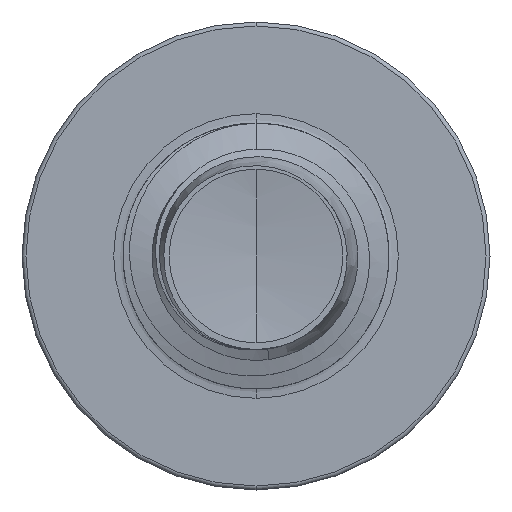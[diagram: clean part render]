
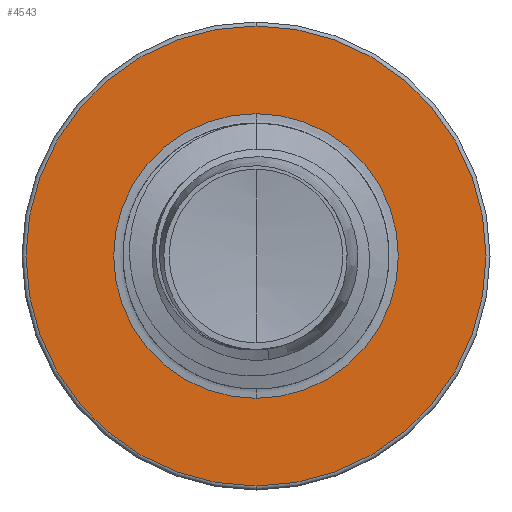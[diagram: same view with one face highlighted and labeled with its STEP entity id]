
A CAD part, front view. The second image highlights one B-rep face of the part: STEP entity #4543.
In plain terms, the highlighted planar face has unit normal (0, -1, 0).
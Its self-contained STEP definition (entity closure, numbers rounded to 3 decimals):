
#493 = ORIENTED_EDGE ( 'NONE', *, *, #593, .F. ) ;
#593 = EDGE_CURVE ( 'NONE', #14355, #9236, #9783, .T. ) ;
#1198 = CARTESIAN_POINT ( 'NONE',  ( 0., 8., 0. ) ) ;
#1436 = EDGE_CURVE ( 'NONE', #13395, #6192, #11093, .T. ) ;
#1675 = DIRECTION ( 'NONE',  ( 0., 1., 0. ) ) ;
#1997 = CIRCLE ( 'NONE', #7526, 2.677 ) ;
#2359 = ORIENTED_EDGE ( 'NONE', *, *, #1436, .T. ) ;
#2632 = DIRECTION ( 'NONE',  ( 0., 0., 1. ) ) ;
#2878 = AXIS2_PLACEMENT_3D ( 'NONE', #5067, #4952, #4813 ) ;
#3907 = AXIS2_PLACEMENT_3D ( 'NONE', #9704, #1675, #10909 ) ;
#4543 = ADVANCED_FACE ( 'NONE', ( #12752, #15774 ), #8509, .F. ) ;
#4813 = DIRECTION ( 'NONE',  ( 0., 0., 1. ) ) ;
#4863 = EDGE_LOOP ( 'NONE', ( #5597, #2359 ) ) ;
#4952 = DIRECTION ( 'NONE',  ( 0., 1., 0. ) ) ;
#5067 = CARTESIAN_POINT ( 'NONE',  ( 0., 8., 0. ) ) ;
#5597 = ORIENTED_EDGE ( 'NONE', *, *, #10157, .T. ) ;
#6192 = VERTEX_POINT ( 'NONE', #9714 ) ;
#6556 = DIRECTION ( 'NONE',  ( 0., 1., 0. ) ) ;
#6687 = CARTESIAN_POINT ( 'NONE',  ( 0., 8., -4.325 ) ) ;
#7482 = EDGE_LOOP ( 'NONE', ( #493, #14241 ) ) ;
#7526 = AXIS2_PLACEMENT_3D ( 'NONE', #13825, #6556, #14956 ) ;
#7805 = AXIS2_PLACEMENT_3D ( 'NONE', #16139, #16103, #16086 ) ;
#7913 = CARTESIAN_POINT ( 'NONE',  ( 0., 8., -2.677 ) ) ;
#8509 = PLANE ( 'NONE',  #3907 ) ;
#9236 = VERTEX_POINT ( 'NONE', #6687 ) ;
#9345 = EDGE_CURVE ( 'NONE', #9236, #14355, #13102, .T. ) ;
#9704 = CARTESIAN_POINT ( 'NONE',  ( 0., 8., -2.677 ) ) ;
#9714 = CARTESIAN_POINT ( 'NONE',  ( 0., 8., 2.677 ) ) ;
#9783 = CIRCLE ( 'NONE', #7805, 4.325 ) ;
#10053 = CARTESIAN_POINT ( 'NONE',  ( 0., 8., 4.325 ) ) ;
#10157 = EDGE_CURVE ( 'NONE', #6192, #13395, #1997, .T. ) ;
#10518 = DIRECTION ( 'NONE',  ( 0., 1., 0. ) ) ;
#10909 = DIRECTION ( 'NONE',  ( 0., 0., 1. ) ) ;
#11093 = CIRCLE ( 'NONE', #2878, 2.677 ) ;
#11887 = AXIS2_PLACEMENT_3D ( 'NONE', #1198, #10518, #2632 ) ;
#12752 = FACE_OUTER_BOUND ( 'NONE', #7482, .T. ) ;
#13102 = CIRCLE ( 'NONE', #11887, 4.325 ) ;
#13395 = VERTEX_POINT ( 'NONE', #7913 ) ;
#13825 = CARTESIAN_POINT ( 'NONE',  ( 0., 8., 0. ) ) ;
#14241 = ORIENTED_EDGE ( 'NONE', *, *, #9345, .F. ) ;
#14355 = VERTEX_POINT ( 'NONE', #10053 ) ;
#14956 = DIRECTION ( 'NONE',  ( 0., 0., 1. ) ) ;
#15774 = FACE_BOUND ( 'NONE', #4863, .T. ) ;
#16086 = DIRECTION ( 'NONE',  ( 0., 0., 1. ) ) ;
#16103 = DIRECTION ( 'NONE',  ( 0., 1., 0. ) ) ;
#16139 = CARTESIAN_POINT ( 'NONE',  ( 0., 8., 0. ) ) ;
